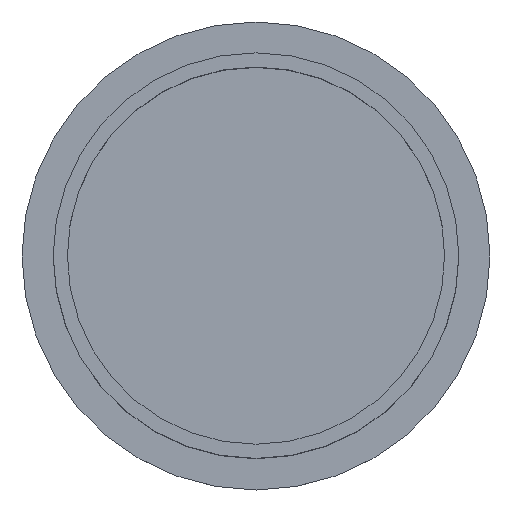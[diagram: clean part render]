
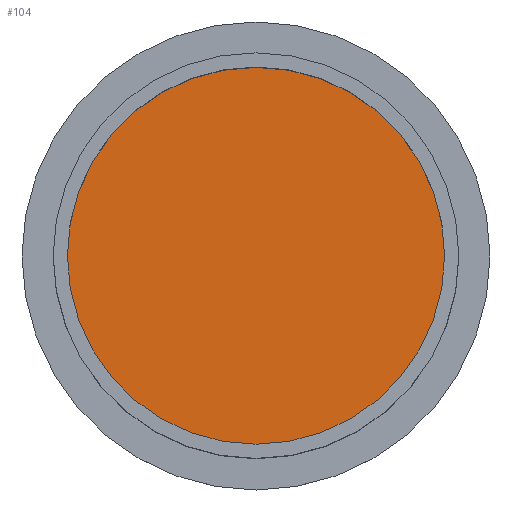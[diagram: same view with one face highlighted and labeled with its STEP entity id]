
A CAD part, top view. The second image highlights one B-rep face of the part: STEP entity #104.
In plain terms, the highlighted planar face has unit normal (0, 0, 1).
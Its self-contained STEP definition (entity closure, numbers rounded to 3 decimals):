
#20=PLANE('',#143);
#37=FACE_OUTER_BOUND('',#47,.T.);
#47=EDGE_LOOP('',(#95));
#52=CIRCLE('',#136,6.65);
#59=VERTEX_POINT('',#194);
#68=EDGE_CURVE('',#59,#59,#52,.T.);
#95=ORIENTED_EDGE('',*,*,#68,.T.);
#104=ADVANCED_FACE('',(#37),#20,.T.);
#136=AXIS2_PLACEMENT_3D('',#195,#163,#164);
#143=AXIS2_PLACEMENT_3D('',#207,#179,#180);
#163=DIRECTION('center_axis',(0.,0.,1.));
#164=DIRECTION('ref_axis',(-1.,0.,0.));
#179=DIRECTION('center_axis',(0.,0.,1.));
#180=DIRECTION('ref_axis',(1.,0.,0.));
#194=CARTESIAN_POINT('',(6.65,0.,0.5));
#195=CARTESIAN_POINT('Origin',(0.,0.,0.5));
#207=CARTESIAN_POINT('Origin',(0.,0.,0.5));
